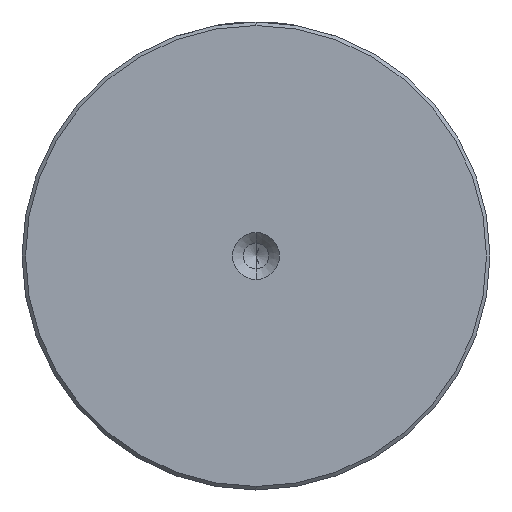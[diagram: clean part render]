
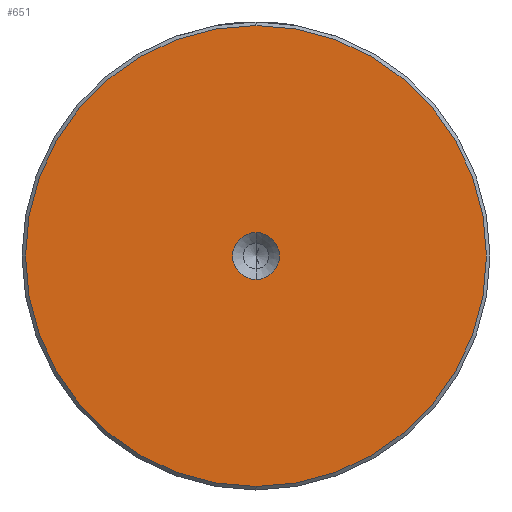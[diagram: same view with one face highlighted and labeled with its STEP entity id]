
A CAD part, left-side view. The second image highlights one B-rep face of the part: STEP entity #651.
In plain terms, the highlighted planar face has unit normal (-1, 0, 0).
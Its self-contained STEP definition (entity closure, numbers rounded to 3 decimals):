
#27 = VERTEX_POINT ( 'NONE', #1473 ) ;
#100 = CARTESIAN_POINT ( 'NONE',  ( 0., 0., -3.3 ) ) ;
#134 = VERTEX_POINT ( 'NONE', #1950 ) ;
#171 = DIRECTION ( 'NONE',  ( 0., 0., 1. ) ) ;
#253 = ORIENTED_EDGE ( 'NONE', *, *, #2053, .T. ) ;
#340 = CARTESIAN_POINT ( 'NONE',  ( 0., 0., 0. ) ) ;
#476 = ORIENTED_EDGE ( 'NONE', *, *, #1060, .F. ) ;
#540 = DIRECTION ( 'NONE',  ( 0., 0., 1. ) ) ;
#556 = DIRECTION ( 'NONE',  ( 0., 0., 1. ) ) ;
#629 = EDGE_LOOP ( 'NONE', ( #1476, #253 ) ) ;
#651 = ADVANCED_FACE ( 'NONE', ( #2008, #926 ), #769, .T. ) ;
#654 = DIRECTION ( 'NONE',  ( 0., 0., 1. ) ) ;
#693 = AXIS2_PLACEMENT_3D ( 'NONE', #2501, #1358, #171 ) ;
#769 = PLANE ( 'NONE',  #1827 ) ;
#803 = CARTESIAN_POINT ( 'NONE',  ( 0., 0., 0. ) ) ;
#893 = EDGE_CURVE ( 'NONE', #27, #2511, #2489, .T. ) ;
#926 = FACE_BOUND ( 'NONE', #1697, .T. ) ;
#948 = CARTESIAN_POINT ( 'NONE',  ( 0., 0., 0. ) ) ;
#953 = CIRCLE ( 'NONE', #1727, 32.5 ) ;
#968 = DIRECTION ( 'NONE',  ( -1., 0., 0. ) ) ;
#980 = DIRECTION ( 'NONE',  ( -1., 0., 0. ) ) ;
#1060 = EDGE_CURVE ( 'NONE', #1345, #134, #1741, .T. ) ;
#1090 = AXIS2_PLACEMENT_3D ( 'NONE', #1329, #1140, #1131 ) ;
#1131 = DIRECTION ( 'NONE',  ( 0., 0., 1. ) ) ;
#1140 = DIRECTION ( 'NONE',  ( -1., 0., 0. ) ) ;
#1329 = CARTESIAN_POINT ( 'NONE',  ( 0., 0., 0. ) ) ;
#1345 = VERTEX_POINT ( 'NONE', #100 ) ;
#1358 = DIRECTION ( 'NONE',  ( -1., 0., 0. ) ) ;
#1473 = CARTESIAN_POINT ( 'NONE',  ( 0., 0., -32.5 ) ) ;
#1476 = ORIENTED_EDGE ( 'NONE', *, *, #893, .T. ) ;
#1697 = EDGE_LOOP ( 'NONE', ( #1833, #476 ) ) ;
#1709 = DIRECTION ( 'NONE',  ( -1., 0., 0. ) ) ;
#1727 = AXIS2_PLACEMENT_3D ( 'NONE', #340, #1709, #540 ) ;
#1741 = CIRCLE ( 'NONE', #1090, 3.3 ) ;
#1827 = AXIS2_PLACEMENT_3D ( 'NONE', #803, #980, #654 ) ;
#1833 = ORIENTED_EDGE ( 'NONE', *, *, #2176, .F. ) ;
#1950 = CARTESIAN_POINT ( 'NONE',  ( 0., 0., 3.3 ) ) ;
#2008 = FACE_OUTER_BOUND ( 'NONE', #629, .T. ) ;
#2040 = AXIS2_PLACEMENT_3D ( 'NONE', #948, #968, #556 ) ;
#2053 = EDGE_CURVE ( 'NONE', #2511, #27, #953, .T. ) ;
#2176 = EDGE_CURVE ( 'NONE', #134, #1345, #2231, .T. ) ;
#2231 = CIRCLE ( 'NONE', #693, 3.3 ) ;
#2307 = CARTESIAN_POINT ( 'NONE',  ( 0., 0., 32.5 ) ) ;
#2489 = CIRCLE ( 'NONE', #2040, 32.5 ) ;
#2501 = CARTESIAN_POINT ( 'NONE',  ( 0., 0., 0. ) ) ;
#2511 = VERTEX_POINT ( 'NONE', #2307 ) ;
